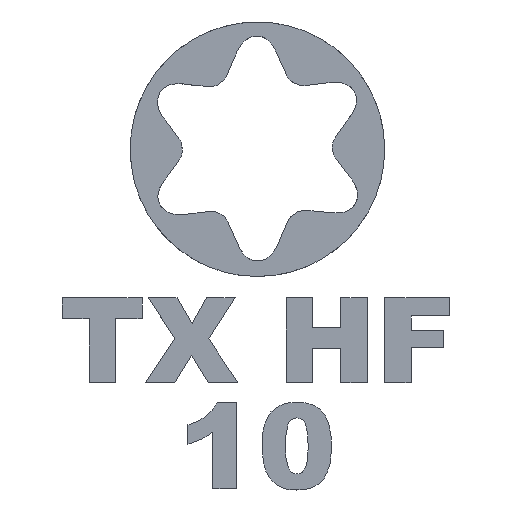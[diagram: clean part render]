
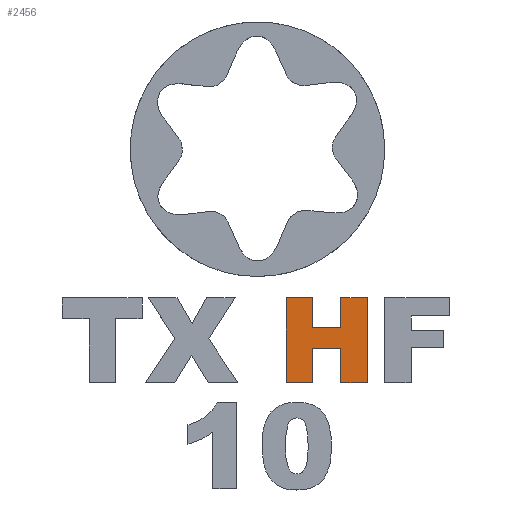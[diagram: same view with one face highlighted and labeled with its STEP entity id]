
A CAD part, top view. The second image highlights one B-rep face of the part: STEP entity #2456.
In plain terms, the highlighted planar face has unit normal (0, 0, 1).
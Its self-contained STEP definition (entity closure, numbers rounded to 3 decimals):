
#174=PLANE('',#2543);
#307=FACE_OUTER_BOUND('',#444,.T.);
#444=EDGE_LOOP('',(#2261,#2262,#2263,#2264,#2265,#2266,#2267,#2268,#2269,
#2270,#2271,#2272));
#635=LINE('',#4526,#860);
#639=LINE('',#4534,#864);
#642=LINE('',#4540,#867);
#645=LINE('',#4546,#870);
#648=LINE('',#4552,#873);
#651=LINE('',#4558,#876);
#654=LINE('',#4564,#879);
#657=LINE('',#4570,#882);
#660=LINE('',#4576,#885);
#663=LINE('',#4582,#888);
#666=LINE('',#4588,#891);
#669=LINE('',#4593,#894);
#860=VECTOR('',#2844,10.);
#864=VECTOR('',#2850,10.);
#867=VECTOR('',#2855,10.);
#870=VECTOR('',#2860,10.);
#873=VECTOR('',#2865,10.);
#876=VECTOR('',#2870,10.);
#879=VECTOR('',#2875,10.);
#882=VECTOR('',#2880,10.);
#885=VECTOR('',#2885,10.);
#888=VECTOR('',#2890,10.);
#891=VECTOR('',#2895,10.);
#894=VECTOR('',#2900,10.);
#1190=VERTEX_POINT('',#4524);
#1191=VERTEX_POINT('',#4525);
#1194=VERTEX_POINT('',#4533);
#1196=VERTEX_POINT('',#4539);
#1198=VERTEX_POINT('',#4545);
#1200=VERTEX_POINT('',#4551);
#1202=VERTEX_POINT('',#4557);
#1204=VERTEX_POINT('',#4563);
#1206=VERTEX_POINT('',#4569);
#1208=VERTEX_POINT('',#4575);
#1210=VERTEX_POINT('',#4581);
#1212=VERTEX_POINT('',#4587);
#1535=EDGE_CURVE('',#1190,#1191,#635,.T.);
#1539=EDGE_CURVE('',#1194,#1190,#639,.T.);
#1542=EDGE_CURVE('',#1196,#1194,#642,.T.);
#1545=EDGE_CURVE('',#1198,#1196,#645,.T.);
#1548=EDGE_CURVE('',#1200,#1198,#648,.T.);
#1551=EDGE_CURVE('',#1202,#1200,#651,.T.);
#1554=EDGE_CURVE('',#1204,#1202,#654,.T.);
#1557=EDGE_CURVE('',#1206,#1204,#657,.T.);
#1560=EDGE_CURVE('',#1208,#1206,#660,.T.);
#1563=EDGE_CURVE('',#1210,#1208,#663,.T.);
#1566=EDGE_CURVE('',#1212,#1210,#666,.T.);
#1569=EDGE_CURVE('',#1191,#1212,#669,.T.);
#2261=ORIENTED_EDGE('',*,*,#1569,.F.);
#2262=ORIENTED_EDGE('',*,*,#1535,.F.);
#2263=ORIENTED_EDGE('',*,*,#1539,.F.);
#2264=ORIENTED_EDGE('',*,*,#1542,.F.);
#2265=ORIENTED_EDGE('',*,*,#1545,.F.);
#2266=ORIENTED_EDGE('',*,*,#1548,.F.);
#2267=ORIENTED_EDGE('',*,*,#1551,.F.);
#2268=ORIENTED_EDGE('',*,*,#1554,.F.);
#2269=ORIENTED_EDGE('',*,*,#1557,.F.);
#2270=ORIENTED_EDGE('',*,*,#1560,.F.);
#2271=ORIENTED_EDGE('',*,*,#1563,.F.);
#2272=ORIENTED_EDGE('',*,*,#1566,.F.);
#2456=ADVANCED_FACE('',(#307),#174,.T.);
#2543=AXIS2_PLACEMENT_3D('',#4595,#2902,#2903);
#2844=DIRECTION('',(-1.,0.,0.));
#2850=DIRECTION('',(0.,-1.,0.));
#2855=DIRECTION('',(-1.,0.,0.));
#2860=DIRECTION('',(0.,1.,0.));
#2865=DIRECTION('',(-1.,0.,0.));
#2870=DIRECTION('',(0.,-1.,0.));
#2875=DIRECTION('',(1.,0.,0.));
#2880=DIRECTION('',(0.,1.,0.));
#2885=DIRECTION('',(1.,0.,0.));
#2890=DIRECTION('',(0.,-1.,0.));
#2895=DIRECTION('',(1.,0.,0.));
#2900=DIRECTION('',(0.,1.,0.));
#2902=DIRECTION('center_axis',(0.,0.,
1.));
#2903=DIRECTION('ref_axis',(-1.,0.,0.));
#4524=CARTESIAN_POINT('',(132.588,-194.001,0.));
#4525=CARTESIAN_POINT('',(131.352,-194.001,0.));
#4526=CARTESIAN_POINT('',(132.588,-194.001,0.));
#4533=CARTESIAN_POINT('',(132.588,-192.383,0.));
#4534=CARTESIAN_POINT('',(132.588,-192.383,0.));
#4539=CARTESIAN_POINT('',(133.939,-192.383,0.));
#4540=CARTESIAN_POINT('',(133.939,-192.383,0.));
#4545=CARTESIAN_POINT('',(133.939,-194.001,0.));
#4546=CARTESIAN_POINT('',(133.939,-194.001,0.));
#4551=CARTESIAN_POINT('',(135.18,-194.001,0.));
#4552=CARTESIAN_POINT('',(135.18,-194.001,0.));
#4557=CARTESIAN_POINT('',(135.18,-190.001,0.));
#4558=CARTESIAN_POINT('',(135.18,-190.001,0.));
#4563=CARTESIAN_POINT('',(133.939,-190.001,0.));
#4564=CARTESIAN_POINT('',(133.939,-190.001,0.));
#4569=CARTESIAN_POINT('',(133.939,-191.4,0.));
#4570=CARTESIAN_POINT('',(133.939,-191.4,0.));
#4575=CARTESIAN_POINT('',(132.588,-191.4,0.));
#4576=CARTESIAN_POINT('',(132.588,-191.4,0.));
#4581=CARTESIAN_POINT('',(132.588,-190.001,0.));
#4582=CARTESIAN_POINT('',(132.588,-190.001,0.));
#4587=CARTESIAN_POINT('',(131.352,-190.001,0.));
#4588=CARTESIAN_POINT('',(131.352,-190.001,0.));
#4593=CARTESIAN_POINT('',(131.352,-194.001,0.));
#4595=CARTESIAN_POINT('Origin',(133.266,-192.001,0.));
